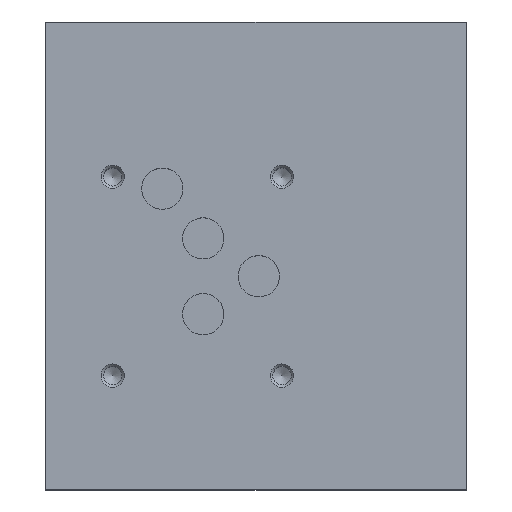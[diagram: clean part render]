
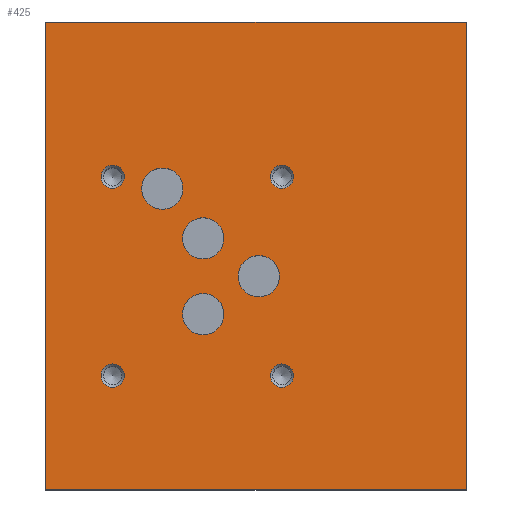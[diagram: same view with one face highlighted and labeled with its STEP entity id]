
A CAD part, top view. The second image highlights one B-rep face of the part: STEP entity #425.
In plain terms, the highlighted planar face has unit normal (0, 0, 1).
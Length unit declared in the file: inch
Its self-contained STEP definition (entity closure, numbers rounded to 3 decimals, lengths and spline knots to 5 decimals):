
#425 = ADVANCED_FACE( '', ( #1067, #1068, #1069, #1070, #1071, #1072, #1073, #1074, #1075 ), #1076, .F. );
#1067 = FACE_BOUND( '', #1960, .T. );
#1068 = FACE_BOUND( '', #1961, .T. );
#1069 = FACE_BOUND( '', #1962, .T. );
#1070 = FACE_BOUND( '', #1963, .T. );
#1071 = FACE_BOUND( '', #1964, .T. );
#1072 = FACE_BOUND( '', #1965, .T. );
#1073 = FACE_BOUND( '', #1966, .T. );
#1074 = FACE_BOUND( '', #1967, .T. );
#1075 = FACE_OUTER_BOUND( '', #1968, .T. );
#1076 = PLANE( '', #1969 );
#1960 = EDGE_LOOP( '', ( #3157 ) );
#1961 = EDGE_LOOP( '', ( #3158 ) );
#1962 = EDGE_LOOP( '', ( #3159 ) );
#1963 = EDGE_LOOP( '', ( #3160 ) );
#1964 = EDGE_LOOP( '', ( #3161 ) );
#1965 = EDGE_LOOP( '', ( #3162 ) );
#1966 = EDGE_LOOP( '', ( #3163 ) );
#1967 = EDGE_LOOP( '', ( #3164 ) );
#1968 = EDGE_LOOP( '', ( #3165, #3166, #3167, #3168 ) );
#1969 = AXIS2_PLACEMENT_3D( '', #3169, #3170, #3171 );
#3157 = ORIENTED_EDGE( '', *, *, #4919, .F. );
#3158 = ORIENTED_EDGE( '', *, *, #5070, .F. );
#3159 = ORIENTED_EDGE( '', *, *, #5071, .F. );
#3160 = ORIENTED_EDGE( '', *, *, #5072, .F. );
#3161 = ORIENTED_EDGE( '', *, *, #5073, .F. );
#3162 = ORIENTED_EDGE( '', *, *, #4817, .F. );
#3163 = ORIENTED_EDGE( '', *, *, #5061, .F. );
#3164 = ORIENTED_EDGE( '', *, *, #4820, .F. );
#3165 = ORIENTED_EDGE( '', *, *, #5074, .T. );
#3166 = ORIENTED_EDGE( '', *, *, #5075, .F. );
#3167 = ORIENTED_EDGE( '', *, *, #4801, .F. );
#3168 = ORIENTED_EDGE( '', *, *, #5076, .T. );
#3169 = CARTESIAN_POINT( '', ( 4.5, 5., 4. ) );
#3170 = DIRECTION( '', ( 0., 0., -1. ) );
#3171 = DIRECTION( '', ( -1., 0., 0. ) );
#4801 = EDGE_CURVE( '', #5665, #5667, #5668, .T. );
#4817 = EDGE_CURVE( '', #5694, #5694, #5695, .T. );
#4820 = EDGE_CURVE( '', #5699, #5699, #5700, .T. );
#4919 = EDGE_CURVE( '', #5877, #5877, #5878, .T. );
#5061 = EDGE_CURVE( '', #6101, #6101, #6102, .T. );
#5070 = EDGE_CURVE( '', #6114, #6114, #6115, .T. );
#5071 = EDGE_CURVE( '', #6116, #6116, #6117, .T. );
#5072 = EDGE_CURVE( '', #6118, #6118, #6119, .T. );
#5073 = EDGE_CURVE( '', #6120, #6120, #6121, .T. );
#5074 = EDGE_CURVE( '', #6122, #6123, #6124, .T. );
#5075 = EDGE_CURVE( '', #5667, #6123, #6125, .T. );
#5076 = EDGE_CURVE( '', #5665, #6122, #6126, .T. );
#5665 = VERTEX_POINT( '', #6908 );
#5667 = VERTEX_POINT( '', #6911 );
#5668 = LINE( '', #6912, #6913 );
#5694 = VERTEX_POINT( '', #6989 );
#5695 = CIRCLE( '', #6990, 0.2205 );
#5699 = VERTEX_POINT( '', #6994 );
#5700 = CIRCLE( '', #6995, 0.2205 );
#5877 = VERTEX_POINT( '', #7222 );
#5878 = CIRCLE( '', #7223, 0.125 );
#6101 = VERTEX_POINT( '', #7511 );
#6102 = CIRCLE( '', #7512, 0.2205 );
#6114 = VERTEX_POINT( '', #7526 );
#6115 = CIRCLE( '', #7527, 0.125 );
#6116 = VERTEX_POINT( '', #7528 );
#6117 = CIRCLE( '', #7529, 0.125 );
#6118 = VERTEX_POINT( '', #7530 );
#6119 = CIRCLE( '', #7531, 0.125 );
#6120 = VERTEX_POINT( '', #7532 );
#6121 = CIRCLE( '', #7533, 0.2205 );
#6122 = VERTEX_POINT( '', #7534 );
#6123 = VERTEX_POINT( '', #7535 );
#6124 = LINE( '', #7536, #7537 );
#6125 = LINE( '', #7538, #7539 );
#6126 = LINE( '', #7540, #7541 );
#6908 = CARTESIAN_POINT( '', ( 4.5, 5., 4. ) );
#6911 = CARTESIAN_POINT( '', ( 4.5, 0., 4. ) );
#6912 = CARTESIAN_POINT( '', ( 4.5, 5., 4. ) );
#6913 = VECTOR( '', #8502, 39.37008 );
#6989 = CARTESIAN_POINT( '', ( 1.9055, 2.685, 4. ) );
#6990 = AXIS2_PLACEMENT_3D( '', #8525, #8526, #8527 );
#6994 = CARTESIAN_POINT( '', ( 2.5005, 2.28, 4. ) );
#6995 = AXIS2_PLACEMENT_3D( '', #8531, #8532, #8533 );
#7222 = CARTESIAN_POINT( '', ( 0.842, 3.343, 4. ) );
#7223 = AXIS2_PLACEMENT_3D( '', #8674, #8675, #8676 );
#7511 = CARTESIAN_POINT( '', ( 1.4685, 3.217, 4. ) );
#7512 = AXIS2_PLACEMENT_3D( '', #8841, #8842, #8843 );
#7526 = CARTESIAN_POINT( '', ( 0.842, 1.217, 4. ) );
#7527 = AXIS2_PLACEMENT_3D( '', #8855, #8856, #8857 );
#7528 = CARTESIAN_POINT( '', ( 2.653, 1.217, 4. ) );
#7529 = AXIS2_PLACEMENT_3D( '', #8858, #8859, #8860 );
#7530 = CARTESIAN_POINT( '', ( 2.653, 3.343, 4. ) );
#7531 = AXIS2_PLACEMENT_3D( '', #8861, #8862, #8863 );
#7532 = CARTESIAN_POINT( '', ( 1.9055, 1.874, 4. ) );
#7533 = AXIS2_PLACEMENT_3D( '', #8864, #8865, #8866 );
#7534 = CARTESIAN_POINT( '', ( 0., 5., 4. ) );
#7535 = CARTESIAN_POINT( '', ( 0., 0., 4. ) );
#7536 = CARTESIAN_POINT( '', ( 0., 5., 4. ) );
#7537 = VECTOR( '', #8867, 39.37008 );
#7538 = CARTESIAN_POINT( '', ( 4.5, 0., 4. ) );
#7539 = VECTOR( '', #8868, 39.37008 );
#7540 = CARTESIAN_POINT( '', ( 4.5, 5., 4. ) );
#7541 = VECTOR( '', #8869, 39.37008 );
#8502 = DIRECTION( '', ( 0., -1., 0. ) );
#8525 = CARTESIAN_POINT( '', ( 1.685, 2.685, 4. ) );
#8526 = DIRECTION( '', ( 0., 0., 1. ) );
#8527 = DIRECTION( '', ( 1., 0., 0. ) );
#8531 = CARTESIAN_POINT( '', ( 2.28, 2.28, 4. ) );
#8532 = DIRECTION( '', ( 0., 0., 1. ) );
#8533 = DIRECTION( '', ( 1., 0., 0. ) );
#8674 = CARTESIAN_POINT( '', ( 0.717, 3.343, 4. ) );
#8675 = DIRECTION( '', ( 0., 0., 1. ) );
#8676 = DIRECTION( '', ( 1., 0., 0. ) );
#8841 = CARTESIAN_POINT( '', ( 1.248, 3.217, 4. ) );
#8842 = DIRECTION( '', ( 0., 0., 1. ) );
#8843 = DIRECTION( '', ( 1., 0., 0. ) );
#8855 = CARTESIAN_POINT( '', ( 0.717, 1.217, 4. ) );
#8856 = DIRECTION( '', ( 0., 0., 1. ) );
#8857 = DIRECTION( '', ( 1., 0., 0. ) );
#8858 = CARTESIAN_POINT( '', ( 2.528, 1.217, 4. ) );
#8859 = DIRECTION( '', ( 0., 0., 1. ) );
#8860 = DIRECTION( '', ( 1., 0., 0. ) );
#8861 = CARTESIAN_POINT( '', ( 2.528, 3.343, 4. ) );
#8862 = DIRECTION( '', ( 0., 0., 1. ) );
#8863 = DIRECTION( '', ( 1., 0., 0. ) );
#8864 = CARTESIAN_POINT( '', ( 1.685, 1.874, 4. ) );
#8865 = DIRECTION( '', ( 0., 0., 1. ) );
#8866 = DIRECTION( '', ( 1., 0., 0. ) );
#8867 = DIRECTION( '', ( 0., -1., 0. ) );
#8868 = DIRECTION( '', ( -1., 0., 0. ) );
#8869 = DIRECTION( '', ( -1., 0., 0. ) );
